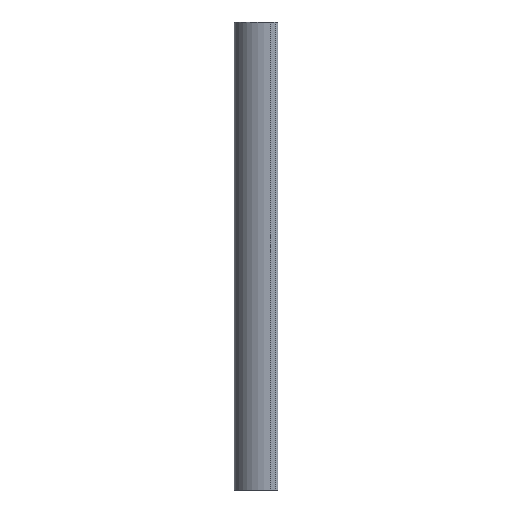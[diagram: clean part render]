
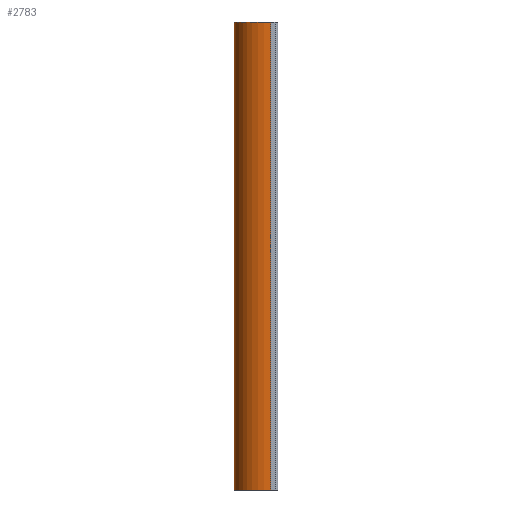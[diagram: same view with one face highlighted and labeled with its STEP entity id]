
A CAD part, left-side view. The second image highlights one B-rep face of the part: STEP entity #2783.
In plain terms, the highlighted cylindrical face has radius 25 mm (diameter 50 mm), a partial arc.
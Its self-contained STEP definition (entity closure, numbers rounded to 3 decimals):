
#6 = AXIS2_PLACEMENT_3D ( 'NONE', #4697, #769, #2341 ) ;
#219 = DIRECTION ( 'NONE',  ( 0., 0., 1. ) ) ;
#323 = FACE_OUTER_BOUND ( 'NONE', #1900, .T. ) ;
#598 = EDGE_CURVE ( 'NONE', #3754, #4310, #4950, .T. ) ;
#640 = LINE ( 'NONE', #2213, #4883 ) ;
#647 = VECTOR ( 'NONE', #4043, 1000. ) ;
#666 = DIRECTION ( 'NONE',  ( 0., 0., -1. ) ) ;
#769 = DIRECTION ( 'NONE',  ( 0., 0., 1. ) ) ;
#823 = CYLINDRICAL_SURFACE ( 'NONE', #1906, 25. ) ;
#970 = CARTESIAN_POINT ( 'NONE',  ( 10., -10., 0. ) ) ;
#1331 = CARTESIAN_POINT ( 'NONE',  ( -15., -10., 0. ) ) ;
#1557 = EDGE_CURVE ( 'NONE', #2307, #4310, #4531, .T. ) ;
#1574 = CARTESIAN_POINT ( 'NONE',  ( 10., 15., 0. ) ) ;
#1872 = DIRECTION ( 'NONE',  ( -1., 0., 0. ) ) ;
#1900 = EDGE_LOOP ( 'NONE', ( #3287, #2912, #4627, #4053 ) ) ;
#1906 = AXIS2_PLACEMENT_3D ( 'NONE', #3165, #666, #1872 ) ;
#2134 = VERTEX_POINT ( 'NONE', #2440 ) ;
#2202 = EDGE_CURVE ( 'NONE', #2134, #3754, #640, .T. ) ;
#2213 = CARTESIAN_POINT ( 'NONE',  ( 10., 15., 320. ) ) ;
#2307 = VERTEX_POINT ( 'NONE', #3698 ) ;
#2341 = DIRECTION ( 'NONE',  ( 1., 0., 0. ) ) ;
#2382 = CIRCLE ( 'NONE', #6, 25. ) ;
#2440 = CARTESIAN_POINT ( 'NONE',  ( 10., 15., 320. ) ) ;
#2567 = DIRECTION ( 'NONE',  ( 1., 0., 0. ) ) ;
#2783 = ADVANCED_FACE ( 'NONE', ( #323 ), #823, .T. ) ;
#2912 = ORIENTED_EDGE ( 'NONE', *, *, #1557, .F. ) ;
#3165 = CARTESIAN_POINT ( 'NONE',  ( 10., -10., 320. ) ) ;
#3287 = ORIENTED_EDGE ( 'NONE', *, *, #598, .T. ) ;
#3398 = AXIS2_PLACEMENT_3D ( 'NONE', #970, #219, #2567 ) ;
#3698 = CARTESIAN_POINT ( 'NONE',  ( -15., -10., 320. ) ) ;
#3754 = VERTEX_POINT ( 'NONE', #1574 ) ;
#3829 = EDGE_CURVE ( 'NONE', #2134, #2307, #2382, .T. ) ;
#4043 = DIRECTION ( 'NONE',  ( 0., 0., -1. ) ) ;
#4053 = ORIENTED_EDGE ( 'NONE', *, *, #2202, .T. ) ;
#4310 = VERTEX_POINT ( 'NONE', #1331 ) ;
#4458 = CARTESIAN_POINT ( 'NONE',  ( -15., -10., 320. ) ) ;
#4531 = LINE ( 'NONE', #4458, #647 ) ;
#4627 = ORIENTED_EDGE ( 'NONE', *, *, #3829, .F. ) ;
#4697 = CARTESIAN_POINT ( 'NONE',  ( 10., -10., 320. ) ) ;
#4883 = VECTOR ( 'NONE', #4953, 1000. ) ;
#4950 = CIRCLE ( 'NONE', #3398, 25. ) ;
#4953 = DIRECTION ( 'NONE',  ( 0., 0., -1. ) ) ;
